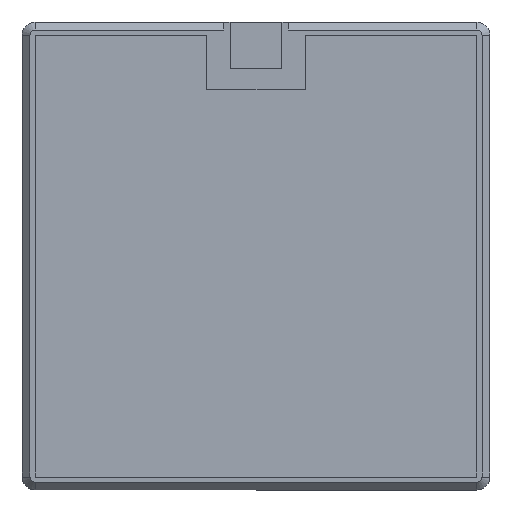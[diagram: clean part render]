
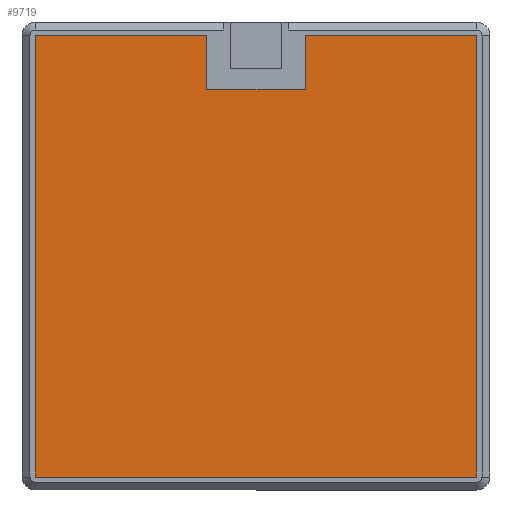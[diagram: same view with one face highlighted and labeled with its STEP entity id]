
A CAD part, front view. The second image highlights one B-rep face of the part: STEP entity #9719.
In plain terms, the highlighted planar face has unit normal (0, -1, 0).
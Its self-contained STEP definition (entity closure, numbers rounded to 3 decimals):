
#48 = EDGE_CURVE ( 'NONE', #14942, #8201, #10694, .T. ) ;
#227 = DIRECTION ( 'NONE',  ( 0., 0., -1. ) ) ;
#350 = EDGE_CURVE ( 'NONE', #2093, #6241, #10910, .T. ) ;
#627 = VERTEX_POINT ( 'NONE', #4877 ) ;
#630 = VERTEX_POINT ( 'NONE', #1865 ) ;
#1464 = CARTESIAN_POINT ( 'NONE',  ( -1.9, -0.01, 8.5 ) ) ;
#1865 = CARTESIAN_POINT ( 'NONE',  ( -1.9, -0.01, 6.4 ) ) ;
#2093 = VERTEX_POINT ( 'NONE', #11254 ) ;
#2569 = CARTESIAN_POINT ( 'NONE',  ( 1.9, -0.01, 8.5 ) ) ;
#3538 = DIRECTION ( 'NONE',  ( 1., 0., 0. ) ) ;
#3968 = DIRECTION ( 'NONE',  ( 0., 0., 1. ) ) ;
#4877 = CARTESIAN_POINT ( 'NONE',  ( 8.5, -0.01, -8.5 ) ) ;
#5438 = CARTESIAN_POINT ( 'NONE',  ( -8.5, -0.01, 8.5 ) ) ;
#5506 = VERTEX_POINT ( 'NONE', #8167 ) ;
#5866 = CARTESIAN_POINT ( 'NONE',  ( -8.5, -0.01, 8.5 ) ) ;
#6241 = VERTEX_POINT ( 'NONE', #14369 ) ;
#6379 = DIRECTION ( 'NONE',  ( 0., 0., 1. ) ) ;
#6819 = VECTOR ( 'NONE', #227, 1000. ) ;
#6981 = DIRECTION ( 'NONE',  ( -1., 0., 0. ) ) ;
#7062 = ORIENTED_EDGE ( 'NONE', *, *, #48, .T. ) ;
#7361 = DIRECTION ( 'NONE',  ( 0., -1., 0. ) ) ;
#7378 = LINE ( 'NONE', #2569, #15528 ) ;
#7838 = DIRECTION ( 'NONE',  ( -1., 0., 0. ) ) ;
#8058 = FACE_OUTER_BOUND ( 'NONE', #14677, .T. ) ;
#8167 = CARTESIAN_POINT ( 'NONE',  ( 8.5, -0.01, 8.5 ) ) ;
#8175 = AXIS2_PLACEMENT_3D ( 'NONE', #16566, #7361, #18125 ) ;
#8201 = VERTEX_POINT ( 'NONE', #9689 ) ;
#8594 = VECTOR ( 'NONE', #6379, 1000. ) ;
#9031 = VECTOR ( 'NONE', #6981, 1000. ) ;
#9683 = LINE ( 'NONE', #13152, #17868 ) ;
#9689 = CARTESIAN_POINT ( 'NONE',  ( -8.5, -0.01, -8.5 ) ) ;
#9719 = ADVANCED_FACE ( 'NONE', ( #8058 ), #14977, .T. ) ;
#10454 = ORIENTED_EDGE ( 'NONE', *, *, #14605, .T. ) ;
#10694 = LINE ( 'NONE', #5866, #14785 ) ;
#10910 = LINE ( 'NONE', #17012, #6819 ) ;
#11254 = CARTESIAN_POINT ( 'NONE',  ( 1.9, -0.01, 8.5 ) ) ;
#12412 = CARTESIAN_POINT ( 'NONE',  ( -8.5, -0.01, -8.5 ) ) ;
#12465 = CARTESIAN_POINT ( 'NONE',  ( 8.5, -0.01, 8.5 ) ) ;
#13123 = LINE ( 'NONE', #12465, #8594 ) ;
#13152 = CARTESIAN_POINT ( 'NONE',  ( -1.9, -0.01, 8.5 ) ) ;
#13279 = DIRECTION ( 'NONE',  ( -1., 0., 0. ) ) ;
#13952 = ORIENTED_EDGE ( 'NONE', *, *, #16514, .T. ) ;
#14097 = LINE ( 'NONE', #18593, #18220 ) ;
#14319 = LINE ( 'NONE', #12412, #18420 ) ;
#14369 = CARTESIAN_POINT ( 'NONE',  ( 1.9, -0.01, 6.4 ) ) ;
#14407 = CARTESIAN_POINT ( 'NONE',  ( -8.5, -0.01, 8.5 ) ) ;
#14605 = EDGE_CURVE ( 'NONE', #630, #15170, #9683, .T. ) ;
#14677 = EDGE_LOOP ( 'NONE', ( #7062, #16624, #14697, #13952, #17885, #15661, #10454, #17939 ) ) ;
#14697 = ORIENTED_EDGE ( 'NONE', *, *, #18662, .T. ) ;
#14785 = VECTOR ( 'NONE', #14883, 1000. ) ;
#14883 = DIRECTION ( 'NONE',  ( 0., 0., -1. ) ) ;
#14942 = VERTEX_POINT ( 'NONE', #14407 ) ;
#14977 = PLANE ( 'NONE',  #8175 ) ;
#15170 = VERTEX_POINT ( 'NONE', #1464 ) ;
#15528 = VECTOR ( 'NONE', #13279, 1000. ) ;
#15661 = ORIENTED_EDGE ( 'NONE', *, *, #16355, .T. ) ;
#16355 = EDGE_CURVE ( 'NONE', #6241, #630, #14097, .T. ) ;
#16514 = EDGE_CURVE ( 'NONE', #5506, #2093, #7378, .T. ) ;
#16566 = CARTESIAN_POINT ( 'NONE',  ( 0., -0.01, 0. ) ) ;
#16624 = ORIENTED_EDGE ( 'NONE', *, *, #16856, .T. ) ;
#16856 = EDGE_CURVE ( 'NONE', #8201, #627, #14319, .T. ) ;
#17012 = CARTESIAN_POINT ( 'NONE',  ( 1.9, -0.01, 6.4 ) ) ;
#17168 = LINE ( 'NONE', #5438, #9031 ) ;
#17868 = VECTOR ( 'NONE', #3968, 1000. ) ;
#17885 = ORIENTED_EDGE ( 'NONE', *, *, #350, .T. ) ;
#17939 = ORIENTED_EDGE ( 'NONE', *, *, #19117, .T. ) ;
#18125 = DIRECTION ( 'NONE',  ( 0., 0., -1. ) ) ;
#18220 = VECTOR ( 'NONE', #7838, 1000. ) ;
#18420 = VECTOR ( 'NONE', #3538, 1000. ) ;
#18593 = CARTESIAN_POINT ( 'NONE',  ( -1.9, -0.01, 6.4 ) ) ;
#18662 = EDGE_CURVE ( 'NONE', #627, #5506, #13123, .T. ) ;
#19117 = EDGE_CURVE ( 'NONE', #15170, #14942, #17168, .T. ) ;
